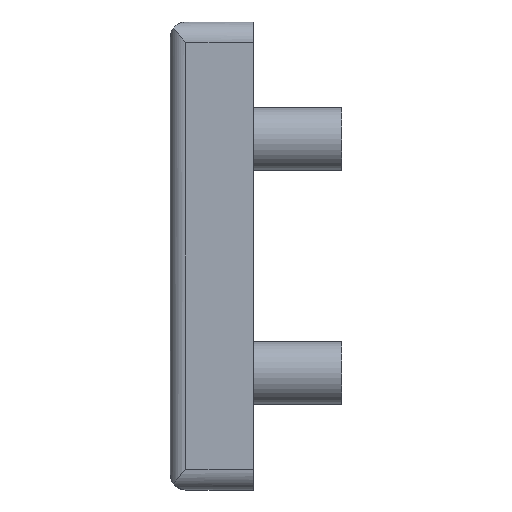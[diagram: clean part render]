
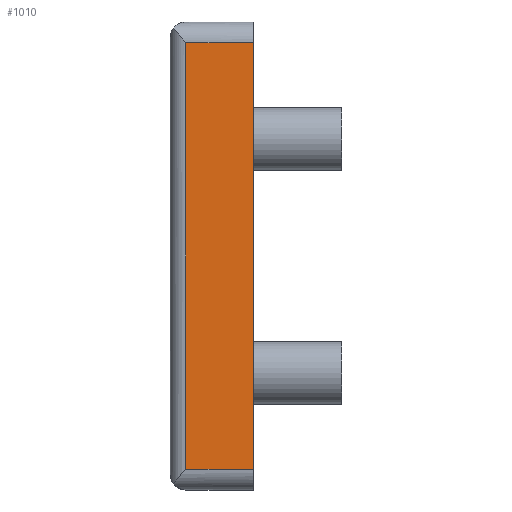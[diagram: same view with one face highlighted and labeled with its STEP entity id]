
A CAD part, left-side view. The second image highlights one B-rep face of the part: STEP entity #1010.
In plain terms, the highlighted planar face has unit normal (-1, 0, 0).
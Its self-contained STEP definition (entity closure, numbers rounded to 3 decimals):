
#234 = ORIENTED_EDGE ( 'NONE', *, *, #1272, .T. ) ;
#241 = CARTESIAN_POINT ( 'NONE',  ( -45., 0., 41. ) ) ;
#268 = CARTESIAN_POINT ( 'NONE',  ( -45., 0., -41. ) ) ;
#317 = EDGE_CURVE ( 'NONE', #779, #1453, #1501, .T. ) ;
#332 = AXIS2_PLACEMENT_3D ( 'NONE', #488, #646, #1692 ) ;
#346 = DIRECTION ( 'NONE',  ( 0., 0., 1. ) ) ;
#392 = EDGE_CURVE ( 'NONE', #1453, #1267, #848, .T. ) ;
#414 = ORIENTED_EDGE ( 'NONE', *, *, #1001, .T. ) ;
#432 = CARTESIAN_POINT ( 'NONE',  ( -45., 0., -41. ) ) ;
#475 = EDGE_LOOP ( 'NONE', ( #414, #1441, #1959, #234 ) ) ;
#488 = CARTESIAN_POINT ( 'NONE',  ( -45., 0., 41. ) ) ;
#600 = FACE_OUTER_BOUND ( 'NONE', #475, .T. ) ;
#646 = DIRECTION ( 'NONE',  ( -1., 0., 0. ) ) ;
#659 = PLANE ( 'NONE',  #332 ) ;
#667 = VECTOR ( 'NONE', #1655, 1000. ) ;
#779 = VERTEX_POINT ( 'NONE', #1410 ) ;
#821 = CARTESIAN_POINT ( 'NONE',  ( -45., 0., 0. ) ) ;
#848 = LINE ( 'NONE', #1633, #986 ) ;
#909 = CARTESIAN_POINT ( 'NONE',  ( -45., 13., -41. ) ) ;
#986 = VECTOR ( 'NONE', #1753, 1000. ) ;
#1001 = EDGE_CURVE ( 'NONE', #1240, #779, #1309, .T. ) ;
#1010 = ADVANCED_FACE ( 'NONE', ( #600 ), #659, .T. ) ;
#1240 = VERTEX_POINT ( 'NONE', #432 ) ;
#1264 = VECTOR ( 'NONE', #346, 1000. ) ;
#1267 = VERTEX_POINT ( 'NONE', #909 ) ;
#1272 = EDGE_CURVE ( 'NONE', #1267, #1240, #1861, .T. ) ;
#1309 = LINE ( 'NONE', #821, #1264 ) ;
#1410 = CARTESIAN_POINT ( 'NONE',  ( -45., 0., 41. ) ) ;
#1441 = ORIENTED_EDGE ( 'NONE', *, *, #317, .T. ) ;
#1453 = VERTEX_POINT ( 'NONE', #1474 ) ;
#1474 = CARTESIAN_POINT ( 'NONE',  ( -45., 13., 41. ) ) ;
#1501 = LINE ( 'NONE', #241, #1774 ) ;
#1633 = CARTESIAN_POINT ( 'NONE',  ( -45., 13., 41. ) ) ;
#1655 = DIRECTION ( 'NONE',  ( 0., -1., 0. ) ) ;
#1692 = DIRECTION ( 'NONE',  ( 0., 0., 1. ) ) ;
#1753 = DIRECTION ( 'NONE',  ( 0., 0., -1. ) ) ;
#1761 = DIRECTION ( 'NONE',  ( 0., 1., 0. ) ) ;
#1774 = VECTOR ( 'NONE', #1761, 1000. ) ;
#1861 = LINE ( 'NONE', #268, #667 ) ;
#1959 = ORIENTED_EDGE ( 'NONE', *, *, #392, .T. ) ;
